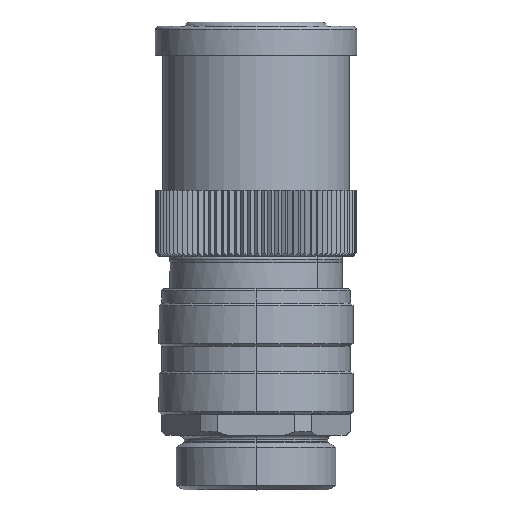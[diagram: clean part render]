
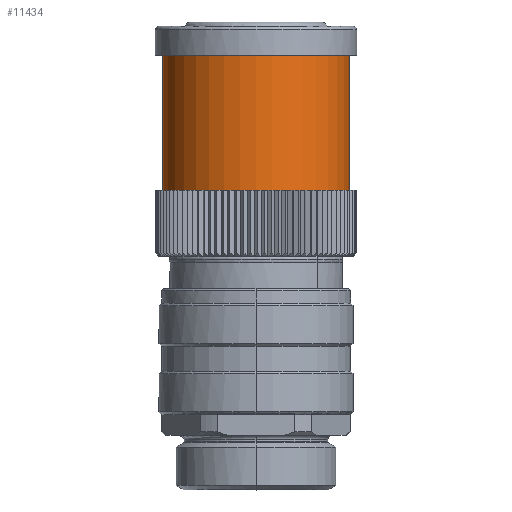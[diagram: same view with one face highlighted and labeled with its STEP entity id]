
A CAD part, front view. The second image highlights one B-rep face of the part: STEP entity #11434.
In plain terms, the highlighted cylindrical face has radius 13 mm (diameter 26 mm), a partial arc.
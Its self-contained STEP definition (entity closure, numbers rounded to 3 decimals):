
#11130=AXIS2_PLACEMENT_3D('Circle Axis2P3D',#11128,#11129,$) ;
#11153=AXIS2_PLACEMENT_3D('Circle Axis2P3D',#11151,#11152,$) ;
#11406=AXIS2_PLACEMENT_3D('Cylinder Axis2P3D',#11403,#11404,#11405) ;
#11424=AXIS2_PLACEMENT_3D('Circle Axis2P3D',#11422,#11423,$) ;
#11128=CARTESIAN_POINT('Axis2P3D Location',(14.,14.,41.7)) ;
#11132=CARTESIAN_POINT('Vertex',(1.,14.,41.7)) ;
#11134=CARTESIAN_POINT('Vertex',(14.,1.,41.7)) ;
#11148=CARTESIAN_POINT('Vertex',(27.,14.,41.7)) ;
#11151=CARTESIAN_POINT('Axis2P3D Location',(14.,14.,41.7)) ;
#11403=CARTESIAN_POINT('Axis2P3D Location',(14.,14.,48.25)) ;
#11408=CARTESIAN_POINT('Line Origine',(1.,14.,48.25)) ;
#11412=CARTESIAN_POINT('Vertex',(1.,14.,60.5)) ;
#11415=CARTESIAN_POINT('Line Origine',(27.,14.,48.25)) ;
#11419=CARTESIAN_POINT('Vertex',(27.,14.,60.5)) ;
#11422=CARTESIAN_POINT('Axis2P3D Location',(14.,14.,60.5)) ;
#11129=DIRECTION('Axis2P3D Direction',(-0.,0.,1.)) ;
#11152=DIRECTION('Axis2P3D Direction',(-0.,0.,1.)) ;
#11404=DIRECTION('Axis2P3D Direction',(0.,0.,1.)) ;
#11405=DIRECTION('Axis2P3D XDirection',(-1.,0.,-0.)) ;
#11409=DIRECTION('Vector Direction',(0.,0.,1.)) ;
#11416=DIRECTION('Vector Direction',(0.,0.,1.)) ;
#11423=DIRECTION('Axis2P3D Direction',(0.,0.,1.)) ;
#11410=VECTOR('Line Direction',#11409,1.) ;
#11417=VECTOR('Line Direction',#11416,1.) ;
#11428=ORIENTED_EDGE('',*,*,#11414,.F.) ;
#11429=ORIENTED_EDGE('',*,*,#11136,.T.) ;
#11430=ORIENTED_EDGE('',*,*,#11155,.T.) ;
#11431=ORIENTED_EDGE('',*,*,#11421,.F.) ;
#11432=ORIENTED_EDGE('',*,*,#11426,.F.) ;
#11434=ADVANCED_FACE('Hauptk\X2\00F6\X0\rper',(#11433),#11407,.T.) ;
#11131=CIRCLE('generated circle',#11130,13.) ;
#11154=CIRCLE('generated circle',#11153,13.) ;
#11425=CIRCLE('generated circle',#11424,13.) ;
#11407=CYLINDRICAL_SURFACE('generated cylinder',#11406,13.) ;
#11136=EDGE_CURVE('',#11133,#11135,#11131,.T.) ;
#11155=EDGE_CURVE('',#11135,#11149,#11154,.T.) ;
#11414=EDGE_CURVE('',#11133,#11413,#11411,.T.) ;
#11421=EDGE_CURVE('',#11420,#11149,#11418,.F.) ;
#11426=EDGE_CURVE('',#11413,#11420,#11425,.T.) ;
#11427=EDGE_LOOP('',(#11428,#11429,#11430,#11431,#11432)) ;
#11433=FACE_OUTER_BOUND('',#11427,.T.) ;
#11411=LINE('Line',#11408,#11410) ;
#11418=LINE('Line',#11415,#11417) ;
#11133=VERTEX_POINT('',#11132) ;
#11135=VERTEX_POINT('',#11134) ;
#11149=VERTEX_POINT('',#11148) ;
#11413=VERTEX_POINT('',#11412) ;
#11420=VERTEX_POINT('',#11419) ;
